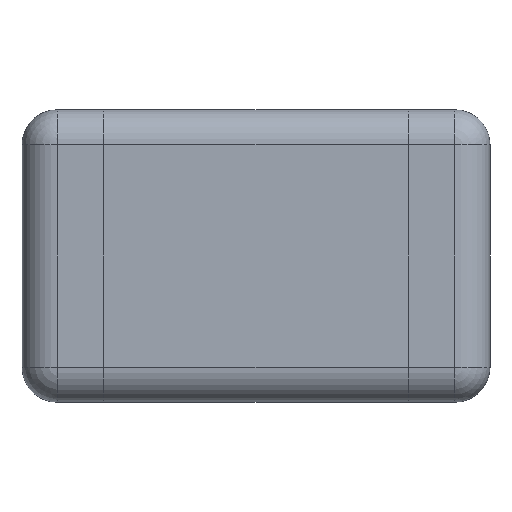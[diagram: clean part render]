
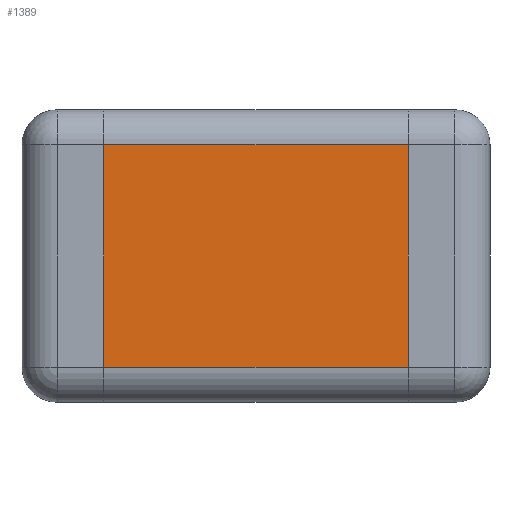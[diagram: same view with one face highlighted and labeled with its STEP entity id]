
A CAD part, front view. The second image highlights one B-rep face of the part: STEP entity #1389.
In plain terms, the highlighted planar face has unit normal (0, -1, 0).
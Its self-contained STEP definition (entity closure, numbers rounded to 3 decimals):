
#413 = CARTESIAN_POINT ( 'NONE',  ( -0.65, 0., 0.475 ) ) ;
#517 = CARTESIAN_POINT ( 'NONE',  ( -0.65, 0., 0.625 ) ) ;
#660 = ORIENTED_EDGE ( 'NONE', *, *, #1455, .T. ) ;
#707 = LINE ( 'NONE', #3368, #4532 ) ;
#740 = DIRECTION ( 'NONE',  ( -1., 0., 0. ) ) ;
#1038 = VECTOR ( 'NONE', #4580, 1000. ) ;
#1389 = ADVANCED_FACE ( 'NONE', ( #2701 ), #5128, .F. ) ;
#1447 = VERTEX_POINT ( 'NONE', #2777 ) ;
#1450 = DIRECTION ( 'NONE',  ( 0., 1., 0. ) ) ;
#1455 = EDGE_CURVE ( 'NONE', #1447, #5302, #707, .T. ) ;
#1979 = ORIENTED_EDGE ( 'NONE', *, *, #3110, .T. ) ;
#2040 = VERTEX_POINT ( 'NONE', #4156 ) ;
#2262 = EDGE_CURVE ( 'NONE', #5302, #2648, #3600, .T. ) ;
#2506 = LINE ( 'NONE', #5636, #6901 ) ;
#2648 = VERTEX_POINT ( 'NONE', #413 ) ;
#2701 = FACE_OUTER_BOUND ( 'NONE', #4975, .T. ) ;
#2777 = CARTESIAN_POINT ( 'NONE',  ( 0.65, 0., -0.475 ) ) ;
#3110 = EDGE_CURVE ( 'NONE', #2040, #1447, #2506, .T. ) ;
#3368 = CARTESIAN_POINT ( 'NONE',  ( 0.65, 0., 0.625 ) ) ;
#3573 = CARTESIAN_POINT ( 'NONE',  ( -1., 0., 0.625 ) ) ;
#3600 = LINE ( 'NONE', #5026, #6309 ) ;
#4156 = CARTESIAN_POINT ( 'NONE',  ( -0.65, 0., -0.475 ) ) ;
#4264 = CARTESIAN_POINT ( 'NONE',  ( 0.65, 0., 0.475 ) ) ;
#4532 = VECTOR ( 'NONE', #6626, 1000. ) ;
#4580 = DIRECTION ( 'NONE',  ( 0., 0., -1. ) ) ;
#4667 = LINE ( 'NONE', #517, #1038 ) ;
#4677 = AXIS2_PLACEMENT_3D ( 'NONE', #3573, #1450, #6293 ) ;
#4714 = ORIENTED_EDGE ( 'NONE', *, *, #6092, .T. ) ;
#4975 = EDGE_LOOP ( 'NONE', ( #5944, #4714, #1979, #660 ) ) ;
#5026 = CARTESIAN_POINT ( 'NONE',  ( -1., 0., 0.475 ) ) ;
#5128 = PLANE ( 'NONE',  #4677 ) ;
#5302 = VERTEX_POINT ( 'NONE', #4264 ) ;
#5636 = CARTESIAN_POINT ( 'NONE',  ( -1., 0., -0.475 ) ) ;
#5687 = DIRECTION ( 'NONE',  ( 1., 0., 0. ) ) ;
#5944 = ORIENTED_EDGE ( 'NONE', *, *, #2262, .T. ) ;
#6092 = EDGE_CURVE ( 'NONE', #2648, #2040, #4667, .T. ) ;
#6293 = DIRECTION ( 'NONE',  ( 0., 0., 1. ) ) ;
#6309 = VECTOR ( 'NONE', #740, 1000. ) ;
#6626 = DIRECTION ( 'NONE',  ( 0., 0., 1. ) ) ;
#6901 = VECTOR ( 'NONE', #5687, 1000. ) ;
